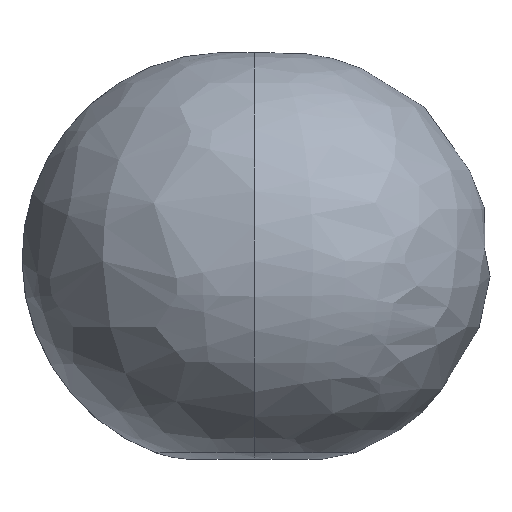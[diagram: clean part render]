
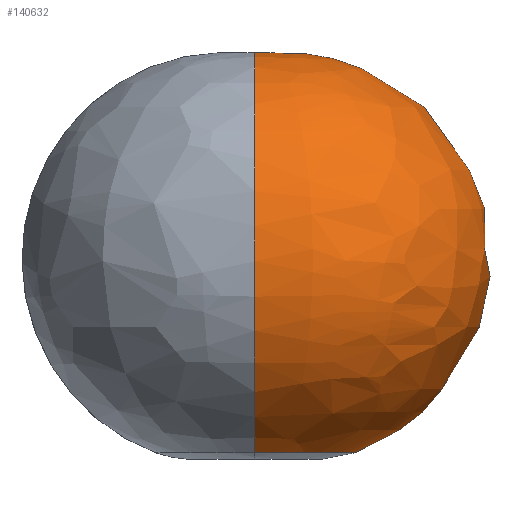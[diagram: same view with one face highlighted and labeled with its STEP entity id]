
A CAD part, top view. The second image highlights one B-rep face of the part: STEP entity #140632.
In plain terms, the highlighted free-form (B-spline) face has degree [3, 3] with [4, 4] control points.
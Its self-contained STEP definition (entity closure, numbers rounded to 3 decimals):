
#6037 = DIRECTION ( 'NONE',  ( -1., 0., 0. ) ) ;
#9363 = CARTESIAN_POINT ( 'NONE',  ( 0., -36.176, -2523.841 ) ) ;
#10271 = CARTESIAN_POINT ( 'NONE',  ( 0., -734.938, 0. ) ) ;
#15469 = CARTESIAN_POINT ( 'NONE',  ( 0., 1657.286, 5. ) ) ;
#40203 = CIRCLE ( 'NONE', #161600, 604. ) ;
#40798 = EDGE_LOOP ( 'NONE', ( #243068, #161170, #82008, #189099 ) ) ;
#43748 = CARTESIAN_POINT ( 'NONE',  ( 0., 1945.69, 2027.592 ) ) ;
#50302 = AXIS2_PLACEMENT_3D ( 'NONE', #236317, #150296, #66893 ) ;
#61814 = CARTESIAN_POINT ( 'NONE',  ( 5047.682, -36.176, -2523.841 ) ) ;
#64269 = CARTESIAN_POINT ( 'NONE',  ( 0., -734.938, -604. ) ) ;
#66439 = EDGE_CURVE ( 'NONE', #82073, #104451, #212872, .T. ) ;
#66893 = DIRECTION ( 'NONE',  ( 0., 0., -1. ) ) ;
#67954 = CIRCLE ( 'NONE', #50302, 5. ) ;
#82008 = ORIENTED_EDGE ( 'NONE', *, *, #224838, .T. ) ;
#82073 = VERTEX_POINT ( 'NONE', #137523 ) ;
#92335 = DIRECTION ( 'NONE',  ( 0., 0., -1. ) ) ;
#93540 = DIRECTION ( 'NONE',  ( 1., 0., 0. ) ) ;
#104451 = VERTEX_POINT ( 'NONE', #290790 ) ;
#122079 = VERTEX_POINT ( 'NONE', #264780 ) ;
#126964 =( BOUNDED_SURFACE ( )  B_SPLINE_SURFACE ( 3, 3, ( 
 ( #64269, #263586, #320780, #150089 ),
 ( #9363, #61814, #178823, #293434 ),
 ( #151354, #350626, #208707, #43748 ),
 ( #164425, #148022, #200086, #15469 ) ),
 .UNSPECIFIED., .F., .F., .F. ) 
 B_SPLINE_SURFACE_WITH_KNOTS ( ( 4, 4 ),
 ( 4, 4 ),
 ( 0., 1. ),
 ( 0., 1. ),
 .UNSPECIFIED. ) 
 GEOMETRIC_REPRESENTATION_ITEM ( )  RATIONAL_B_SPLINE_SURFACE ( (
 ( 1., 0.333, 0.333, 1.),
 ( 0.402, 0.134, 0.134, 0.402),
 ( 0.402, 0.134, 0.134, 0.402),
 ( 1., 0.333, 0.333, 1.) ) ) 
 REPRESENTATION_ITEM ( '' )  SURFACE ( )  );
#137523 = CARTESIAN_POINT ( 'NONE',  ( 0., -734.938, 604. ) ) ;
#140593 = FACE_OUTER_BOUND ( 'NONE', #40798, .T. ) ;
#140632 = ADVANCED_FACE ( 'NONE', ( #140593 ), #126964, .T. ) ;
#148022 = CARTESIAN_POINT ( 'NONE',  ( 10., 1657.286, -5. ) ) ;
#150089 = CARTESIAN_POINT ( 'NONE',  ( 0., -734.938, 604. ) ) ;
#150296 = DIRECTION ( 'NONE',  ( 0., -1., 0. ) ) ;
#151354 = CARTESIAN_POINT ( 'NONE',  ( 0., 1945.69, -2027.592 ) ) ;
#151919 = AXIS2_PLACEMENT_3D ( 'NONE', #179179, #6037, #206587 ) ;
#161170 = ORIENTED_EDGE ( 'NONE', *, *, #319472, .T. ) ;
#161600 = AXIS2_PLACEMENT_3D ( 'NONE', #10271, #266934, #295554 ) ;
#164425 = CARTESIAN_POINT ( 'NONE',  ( 0., 1657.286, -5. ) ) ;
#178823 = CARTESIAN_POINT ( 'NONE',  ( 5047.682, -36.176, 2523.841 ) ) ;
#179179 = CARTESIAN_POINT ( 'NONE',  ( 0., 430., 180. ) ) ;
#189099 = ORIENTED_EDGE ( 'NONE', *, *, #296177, .T. ) ;
#200086 = CARTESIAN_POINT ( 'NONE',  ( 10., 1657.286, 5. ) ) ;
#206587 = DIRECTION ( 'NONE',  ( 0., 0., 1. ) ) ;
#208707 = CARTESIAN_POINT ( 'NONE',  ( 4055.185, 1945.69, 2027.592 ) ) ;
#212872 = CIRCLE ( 'NONE', #151919, 1239.7 ) ;
#224838 = EDGE_CURVE ( 'NONE', #122079, #277221, #294599, .T. ) ;
#236317 = CARTESIAN_POINT ( 'NONE',  ( 0., 1657.286, 0. ) ) ;
#243068 = ORIENTED_EDGE ( 'NONE', *, *, #66439, .F. ) ;
#261812 = CARTESIAN_POINT ( 'NONE',  ( 0., 430., -180. ) ) ;
#263586 = CARTESIAN_POINT ( 'NONE',  ( 1208.001, -734.938, -604. ) ) ;
#264780 = CARTESIAN_POINT ( 'NONE',  ( 0., -734.938, -604. ) ) ;
#266934 = DIRECTION ( 'NONE',  ( 0., 1., 0. ) ) ;
#277221 = VERTEX_POINT ( 'NONE', #360420 ) ;
#290790 = CARTESIAN_POINT ( 'NONE',  ( 0., 1657.286, 5. ) ) ;
#293434 = CARTESIAN_POINT ( 'NONE',  ( 0., -36.176, 2523.841 ) ) ;
#294599 = CIRCLE ( 'NONE', #331652, 1239.7 ) ;
#295554 = DIRECTION ( 'NONE',  ( 0., 0., -1. ) ) ;
#296177 = EDGE_CURVE ( 'NONE', #277221, #104451, #67954, .T. ) ;
#319472 = EDGE_CURVE ( 'NONE', #82073, #122079, #40203, .T. ) ;
#320780 = CARTESIAN_POINT ( 'NONE',  ( 1208.001, -734.938, 604. ) ) ;
#331652 = AXIS2_PLACEMENT_3D ( 'NONE', #261812, #93540, #92335 ) ;
#350626 = CARTESIAN_POINT ( 'NONE',  ( 4055.185, 1945.69, -2027.592 ) ) ;
#360420 = CARTESIAN_POINT ( 'NONE',  ( 0., 1657.286, -5. ) ) ;
